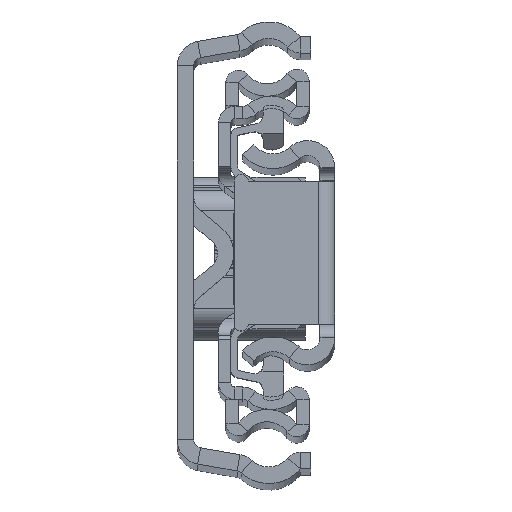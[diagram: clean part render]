
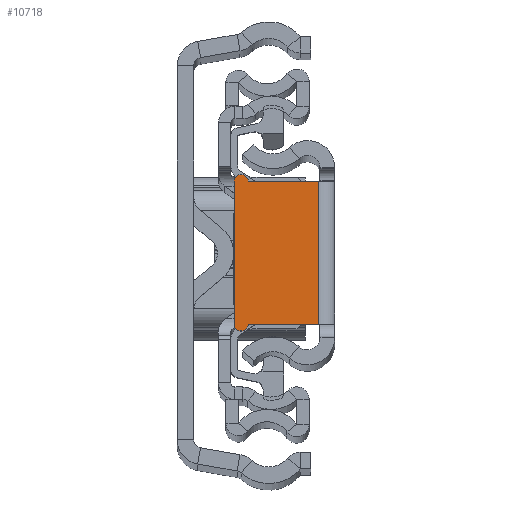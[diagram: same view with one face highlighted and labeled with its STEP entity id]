
A CAD part, top view. The second image highlights one B-rep face of the part: STEP entity #10718.
In plain terms, the highlighted planar face has unit normal (0, 0, 1).
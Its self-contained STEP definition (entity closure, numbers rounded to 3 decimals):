
#64 = VECTOR ( 'NONE', #1366, 1000. ) ;
#442 = VERTEX_POINT ( 'NONE', #14630 ) ;
#1366 = DIRECTION ( 'NONE',  ( 1., 0., 0. ) ) ;
#2037 = VERTEX_POINT ( 'NONE', #12281 ) ;
#2183 = AXIS2_PLACEMENT_3D ( 'NONE', #35749, #12496, #22020 ) ;
#3249 = EDGE_CURVE ( 'NONE', #19805, #11908, #29772, .T. ) ;
#4153 = VECTOR ( 'NONE', #15058, 1000. ) ;
#4468 = FACE_OUTER_BOUND ( 'NONE', #26491, .T. ) ;
#4894 = CARTESIAN_POINT ( 'NONE',  ( -2., 0., 0. ) ) ;
#5370 = VECTOR ( 'NONE', #18443, 1000. ) ;
#5541 = LINE ( 'NONE', #28181, #5370 ) ;
#7217 = CARTESIAN_POINT ( 'NONE',  ( 0., 0., 0. ) ) ;
#8854 = DIRECTION ( 'NONE',  ( -1., 0., 0. ) ) ;
#9990 = ORIENTED_EDGE ( 'NONE', *, *, #35603, .F. ) ;
#10597 = PLANE ( 'NONE',  #33814 ) ;
#10718 = ADVANCED_FACE ( 'NONE', ( #4468 ), #10597, .T. ) ;
#11908 = VERTEX_POINT ( 'NONE', #30283 ) ;
#12060 = EDGE_CURVE ( 'NONE', #442, #2037, #21398, .T. ) ;
#12281 = CARTESIAN_POINT ( 'NONE',  ( -2., 8.65, 0. ) ) ;
#12496 = DIRECTION ( 'NONE',  ( 0., 0., 1. ) ) ;
#13981 = DIRECTION ( 'NONE',  ( 0., 0., 1. ) ) ;
#14630 = CARTESIAN_POINT ( 'NONE',  ( -2., -8.65, 0. ) ) ;
#14772 = EDGE_CURVE ( 'NONE', #40952, #15776, #18401, .T. ) ;
#15058 = DIRECTION ( 'NONE',  ( 0., 1., 0. ) ) ;
#15776 = VERTEX_POINT ( 'NONE', #21390 ) ;
#16547 = DIRECTION ( 'NONE',  ( 1., 0., 0. ) ) ;
#17449 = LINE ( 'NONE', #35896, #64 ) ;
#18401 = CIRCLE ( 'NONE', #2183, 0.85 ) ;
#18443 = DIRECTION ( 'NONE',  ( 0., 1., 0. ) ) ;
#19391 = ORIENTED_EDGE ( 'NONE', *, *, #12060, .T. ) ;
#19805 = VERTEX_POINT ( 'NONE', #22994 ) ;
#20437 = ORIENTED_EDGE ( 'NONE', *, *, #14772, .T. ) ;
#21390 = CARTESIAN_POINT ( 'NONE',  ( -12.2, 8.65, 0. ) ) ;
#21398 = LINE ( 'NONE', #4894, #4153 ) ;
#22020 = DIRECTION ( 'NONE',  ( 1., 0., 0. ) ) ;
#22994 = CARTESIAN_POINT ( 'NONE',  ( -12.2, -8.65, 0. ) ) ;
#24745 = CARTESIAN_POINT ( 'NONE',  ( -12.2, -8.65, 0. ) ) ;
#25904 = DIRECTION ( 'NONE',  ( 0., 0., 1. ) ) ;
#26491 = EDGE_LOOP ( 'NONE', ( #36799, #34607, #9990, #19391, #39699, #20437 ) ) ;
#28181 = CARTESIAN_POINT ( 'NONE',  ( -12.2, 8.65, 0. ) ) ;
#28945 = CARTESIAN_POINT ( 'NONE',  ( -10.5, 8.65, 0. ) ) ;
#29772 = CIRCLE ( 'NONE', #34528, 0.85 ) ;
#30283 = CARTESIAN_POINT ( 'NONE',  ( -10.5, -8.65, 0. ) ) ;
#32218 = CARTESIAN_POINT ( 'NONE',  ( -11.35, -8.65, 0. ) ) ;
#33814 = AXIS2_PLACEMENT_3D ( 'NONE', #7217, #13981, #16547 ) ;
#34463 = LINE ( 'NONE', #24745, #38472 ) ;
#34528 = AXIS2_PLACEMENT_3D ( 'NONE', #32218, #25904, #41562 ) ;
#34607 = ORIENTED_EDGE ( 'NONE', *, *, #3249, .T. ) ;
#35603 = EDGE_CURVE ( 'NONE', #442, #11908, #34463, .T. ) ;
#35749 = CARTESIAN_POINT ( 'NONE',  ( -11.35, 8.65, 0. ) ) ;
#35896 = CARTESIAN_POINT ( 'NONE',  ( -1.8, 8.65, 0. ) ) ;
#36354 = EDGE_CURVE ( 'NONE', #19805, #15776, #5541, .T. ) ;
#36799 = ORIENTED_EDGE ( 'NONE', *, *, #36354, .F. ) ;
#38472 = VECTOR ( 'NONE', #8854, 1000. ) ;
#38743 = EDGE_CURVE ( 'NONE', #40952, #2037, #17449, .T. ) ;
#39699 = ORIENTED_EDGE ( 'NONE', *, *, #38743, .F. ) ;
#40952 = VERTEX_POINT ( 'NONE', #28945 ) ;
#41562 = DIRECTION ( 'NONE',  ( -1., 0., 0. ) ) ;
